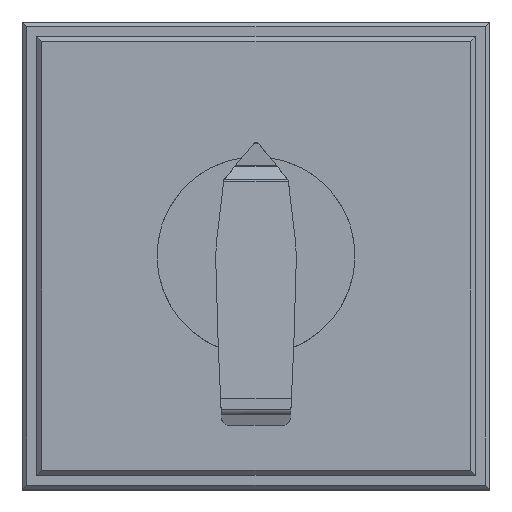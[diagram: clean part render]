
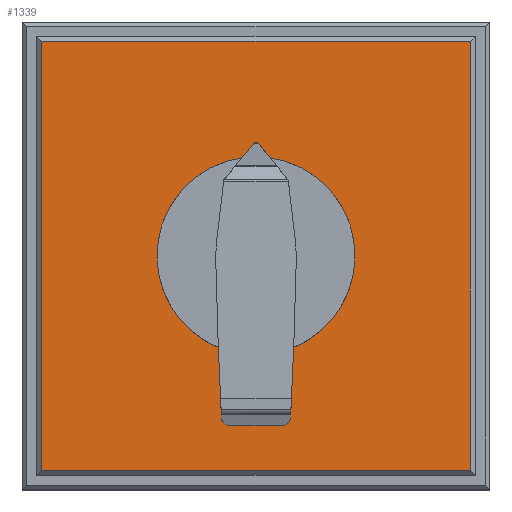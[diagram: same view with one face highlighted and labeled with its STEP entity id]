
A CAD part, top view. The second image highlights one B-rep face of the part: STEP entity #1339.
In plain terms, the highlighted planar face has unit normal (0, 0, 1).
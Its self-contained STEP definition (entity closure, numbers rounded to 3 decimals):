
#1276=CARTESIAN_POINT('',(-29.792,-29.792,66.7));
#1277=VERTEX_POINT('',#1276);
#1284=CARTESIAN_POINT('',(-29.792,29.792,66.7));
#1285=VERTEX_POINT('',#1284);
#1286=CARTESIAN_POINT('',(-29.792,-29.792,66.7));
#1287=DIRECTION('',(0.0,1.0,0.0));
#1288=VECTOR('',#1287,59.583);
#1289=LINE('',#1286,#1288);
#1290=EDGE_CURVE('',#1277,#1285,#1289,.T.);
#1309=CARTESIAN_POINT('',(0.0,0.,66.7));
#1310=DIRECTION('',(0.0,0.0,1.0));
#1311=DIRECTION('',(1.0,0.0,0.0));
#1312=AXIS2_PLACEMENT_3D('',#1309,#1310,#1311);
#1313=PLANE('',#1312);
#1314=ORIENTED_EDGE('',*,*,#1290,.F.);
#1315=CARTESIAN_POINT('',(29.792,-29.792,66.7));
#1316=VERTEX_POINT('',#1315);
#1317=CARTESIAN_POINT('',(29.792,-29.792,66.7));
#1318=DIRECTION('',(-1.0,0.0,0.0));
#1319=VECTOR('',#1318,59.583);
#1320=LINE('',#1317,#1319);
#1321=EDGE_CURVE('',#1316,#1277,#1320,.T.);
#1322=ORIENTED_EDGE('',*,*,#1321,.F.);
#1323=CARTESIAN_POINT('',(29.792,29.792,66.7));
#1324=VERTEX_POINT('',#1323);
#1325=CARTESIAN_POINT('',(29.792,29.792,66.7));
#1326=DIRECTION('',(0.0,-1.0,0.0));
#1327=VECTOR('',#1326,59.583);
#1328=LINE('',#1325,#1327);
#1329=EDGE_CURVE('',#1324,#1316,#1328,.T.);
#1330=ORIENTED_EDGE('',*,*,#1329,.F.);
#1331=CARTESIAN_POINT('',(-29.792,29.792,66.7));
#1332=DIRECTION('',(1.0,0.0,0.0));
#1333=VECTOR('',#1332,59.583);
#1334=LINE('',#1331,#1333);
#1335=EDGE_CURVE('',#1285,#1324,#1334,.T.);
#1336=ORIENTED_EDGE('',*,*,#1335,.F.);
#1337=EDGE_LOOP('',(#1314,#1322,#1330,#1336));
#1338=FACE_OUTER_BOUND('',#1337,.T.);
#1339=ADVANCED_FACE('',(#1338),#1313,.T.);
